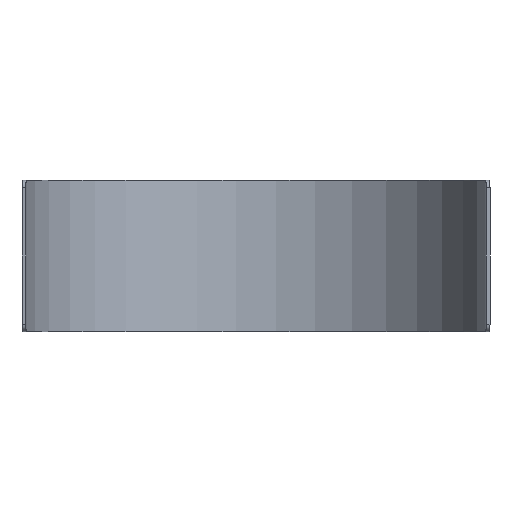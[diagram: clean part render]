
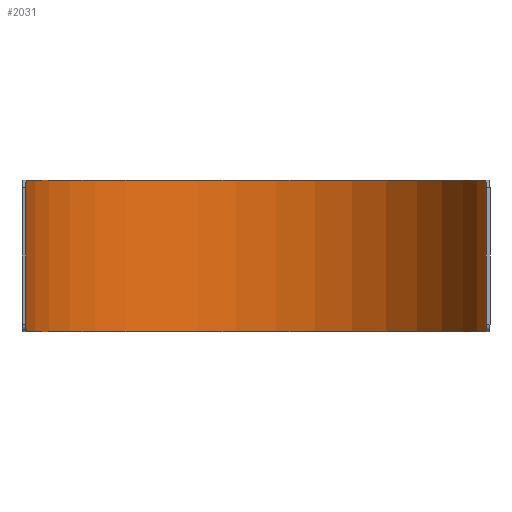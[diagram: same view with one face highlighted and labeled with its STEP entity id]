
A CAD part, front view. The second image highlights one B-rep face of the part: STEP entity #2031.
In plain terms, the highlighted cylindrical face has radius 30.5 mm (diameter 61 mm), a partial arc.
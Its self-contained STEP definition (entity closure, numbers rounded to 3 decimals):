
#122 = CARTESIAN_POINT ( 'NONE',  ( 30.311, 3.393, -9.974 ) ) ;
#234 = ORIENTED_EDGE ( 'NONE', *, *, #4200, .T. ) ;
#418 = VERTEX_POINT ( 'NONE', #3861 ) ;
#494 = CIRCLE ( 'NONE', #732, 30.5 ) ;
#697 = CARTESIAN_POINT ( 'NONE',  ( 0., 0., 10. ) ) ;
#732 = AXIS2_PLACEMENT_3D ( 'NONE', #1482, #3865, #3319 ) ;
#998 = CARTESIAN_POINT ( 'NONE',  ( -30.384, 2.658, 10. ) ) ;
#1019 = VERTEX_POINT ( 'NONE', #4841 ) ;
#1067 = CARTESIAN_POINT ( 'NONE',  ( 30.28, 3.653, 10. ) ) ;
#1071 = B_SPLINE_CURVE_WITH_KNOTS ( 'NONE', 3,
 ( #4035, #4111, #7677, #6496, #5241, #1760, #6420, #1067 ),
 .UNSPECIFIED., .F., .F.,
 ( 4, 2, 2, 4 ),
 ( 0., 0., 0.001, 0.002 ),
 .UNSPECIFIED. ) ;
#1119 = CIRCLE ( 'NONE', #2716, 30.5 ) ;
#1169 = VERTEX_POINT ( 'NONE', #3042 ) ;
#1174 = ORIENTED_EDGE ( 'NONE', *, *, #7662, .T. ) ;
#1218 = CARTESIAN_POINT ( 'NONE',  ( -30.366, 2.858, -9.615 ) ) ;
#1464 = CARTESIAN_POINT ( 'NONE',  ( -30.339, 3.133, -9.891 ) ) ;
#1472 = EDGE_CURVE ( 'NONE', #4780, #1169, #494, .T. ) ;
#1482 = CARTESIAN_POINT ( 'NONE',  ( 0., 0., 10. ) ) ;
#1531 = CARTESIAN_POINT ( 'NONE',  ( -30.28, 3.653, 10. ) ) ;
#1698 = ORIENTED_EDGE ( 'NONE', *, *, #6941, .F. ) ;
#1734 = LINE ( 'NONE', #998, #4345 ) ;
#1760 = CARTESIAN_POINT ( 'NONE',  ( 30.339, 3.133, 9.891 ) ) ;
#1792 = CARTESIAN_POINT ( 'NONE',  ( -30.384, 2.658, -9.132 ) ) ;
#1865 = VERTEX_POINT ( 'NONE', #5740 ) ;
#1907 = CARTESIAN_POINT ( 'NONE',  ( 30.348, 3.042, -9.8 ) ) ;
#1930 = DIRECTION ( 'NONE',  ( 0., 0., -1. ) ) ;
#2031 = ADVANCED_FACE ( 'NONE', ( #3067 ), #2535, .F. ) ;
#2113 = CARTESIAN_POINT ( 'NONE',  ( 30.384, 2.658, 10. ) ) ;
#2188 = CARTESIAN_POINT ( 'NONE',  ( -30.296, 3.522, 10. ) ) ;
#2284 = ORIENTED_EDGE ( 'NONE', *, *, #1472, .F. ) ;
#2403 = CARTESIAN_POINT ( 'NONE',  ( -30.28, 3.653, -10. ) ) ;
#2535 = CYLINDRICAL_SURFACE ( 'NONE', #2571, 30.5 ) ;
#2571 = AXIS2_PLACEMENT_3D ( 'NONE', #697, #1930, #3735 ) ;
#2696 = ORIENTED_EDGE ( 'NONE', *, *, #5624, .T. ) ;
#2716 = AXIS2_PLACEMENT_3D ( 'NONE', #6313, #7346, #4980 ) ;
#2848 = CARTESIAN_POINT ( 'NONE',  ( -30.384, 2.658, 9. ) ) ;
#3042 = CARTESIAN_POINT ( 'NONE',  ( 30.28, 3.653, 10. ) ) ;
#3067 = FACE_OUTER_BOUND ( 'NONE', #6513, .T. ) ;
#3081 = CARTESIAN_POINT ( 'NONE',  ( 30.296, 3.522, -10. ) ) ;
#3254 = CARTESIAN_POINT ( 'NONE',  ( -30.28, 3.653, 10. ) ) ;
#3319 = DIRECTION ( 'NONE',  ( -1., 0., 0. ) ) ;
#3368 = CARTESIAN_POINT ( 'NONE',  ( -30.337, 3.152, 9.874 ) ) ;
#3503 = ORIENTED_EDGE ( 'NONE', *, *, #6710, .T. ) ;
#3586 = CARTESIAN_POINT ( 'NONE',  ( -30.312, 3.391, -10. ) ) ;
#3669 = CARTESIAN_POINT ( 'NONE',  ( 30.28, 3.653, -10. ) ) ;
#3671 = EDGE_CURVE ( 'NONE', #1865, #4251, #1119, .T. ) ;
#3735 = DIRECTION ( 'NONE',  ( -1., 0., 0. ) ) ;
#3832 = B_SPLINE_CURVE_WITH_KNOTS ( 'NONE', 3,
 ( #1531, #2188, #7401, #3368, #3949, #5163, #5001, #5627 ),
 .UNSPECIFIED., .F., .F.,
 ( 4, 2, 2, 4 ),
 ( 0., 0., 0.001, 0.002 ),
 .UNSPECIFIED. ) ;
#3861 = CARTESIAN_POINT ( 'NONE',  ( 30.384, 2.658, 9. ) ) ;
#3865 = DIRECTION ( 'NONE',  ( 0., 0., -1. ) ) ;
#3949 = CARTESIAN_POINT ( 'NONE',  ( -30.348, 3.042, 9.8 ) ) ;
#4035 = CARTESIAN_POINT ( 'NONE',  ( 30.384, 2.658, 9. ) ) ;
#4111 = CARTESIAN_POINT ( 'NONE',  ( 30.384, 2.658, 9.132 ) ) ;
#4200 = EDGE_CURVE ( 'NONE', #6239, #5932, #1734, .T. ) ;
#4251 = VERTEX_POINT ( 'NONE', #7606 ) ;
#4296 = CARTESIAN_POINT ( 'NONE',  ( 30.375, 2.767, -9.523 ) ) ;
#4345 = VECTOR ( 'NONE', #5765, 1000. ) ;
#4390 = CARTESIAN_POINT ( 'NONE',  ( -30.384, 2.658, -9. ) ) ;
#4470 = VECTOR ( 'NONE', #4505, 1000. ) ;
#4505 = DIRECTION ( 'NONE',  ( 0., 0., -1. ) ) ;
#4780 = VERTEX_POINT ( 'NONE', #3254 ) ;
#4841 = CARTESIAN_POINT ( 'NONE',  ( 30.384, 2.658, -9. ) ) ;
#4932 = LINE ( 'NONE', #2113, #4470 ) ;
#4972 = B_SPLINE_CURVE_WITH_KNOTS ( 'NONE', 3,
 ( #3669, #3081, #122, #7249, #1907, #4296, #6685, #6097 ),
 .UNSPECIFIED., .F., .F.,
 ( 4, 2, 2, 4 ),
 ( 0., 0., 0.001, 0.002 ),
 .UNSPECIFIED. ) ;
#4975 = ORIENTED_EDGE ( 'NONE', *, *, #6362, .T. ) ;
#4980 = DIRECTION ( 'NONE',  ( -1., 0., 0. ) ) ;
#5001 = CARTESIAN_POINT ( 'NONE',  ( -30.384, 2.658, 9.264 ) ) ;
#5163 = CARTESIAN_POINT ( 'NONE',  ( -30.375, 2.767, 9.523 ) ) ;
#5170 = B_SPLINE_CURVE_WITH_KNOTS ( 'NONE', 3,
 ( #4390, #1792, #6021, #6741, #1218, #1464, #3586, #2403 ),
 .UNSPECIFIED., .F., .F.,
 ( 4, 2, 2, 4 ),
 ( 0., 0., 0.001, 0.002 ),
 .UNSPECIFIED. ) ;
#5241 = CARTESIAN_POINT ( 'NONE',  ( 30.366, 2.858, 9.615 ) ) ;
#5624 = EDGE_CURVE ( 'NONE', #5932, #1865, #5170, .T. ) ;
#5627 = CARTESIAN_POINT ( 'NONE',  ( -30.384, 2.658, 9. ) ) ;
#5740 = CARTESIAN_POINT ( 'NONE',  ( -30.28, 3.653, -10. ) ) ;
#5765 = DIRECTION ( 'NONE',  ( 0., 0., -1. ) ) ;
#5932 = VERTEX_POINT ( 'NONE', #6334 ) ;
#6021 = CARTESIAN_POINT ( 'NONE',  ( -30.382, 2.684, -9.262 ) ) ;
#6097 = CARTESIAN_POINT ( 'NONE',  ( 30.384, 2.658, -9. ) ) ;
#6239 = VERTEX_POINT ( 'NONE', #2848 ) ;
#6313 = CARTESIAN_POINT ( 'NONE',  ( 0., 0., -10. ) ) ;
#6318 = ORIENTED_EDGE ( 'NONE', *, *, #3671, .T. ) ;
#6334 = CARTESIAN_POINT ( 'NONE',  ( -30.384, 2.658, -9. ) ) ;
#6362 = EDGE_CURVE ( 'NONE', #418, #1169, #1071, .T. ) ;
#6420 = CARTESIAN_POINT ( 'NONE',  ( 30.312, 3.391, 10. ) ) ;
#6496 = CARTESIAN_POINT ( 'NONE',  ( 30.373, 2.784, 9.504 ) ) ;
#6513 = EDGE_LOOP ( 'NONE', ( #1698, #4975, #2284, #1174, #234, #2696, #6318, #3503 ) ) ;
#6685 = CARTESIAN_POINT ( 'NONE',  ( 30.384, 2.658, -9.264 ) ) ;
#6710 = EDGE_CURVE ( 'NONE', #4251, #1019, #4972, .T. ) ;
#6741 = CARTESIAN_POINT ( 'NONE',  ( -30.373, 2.784, -9.504 ) ) ;
#6941 = EDGE_CURVE ( 'NONE', #418, #1019, #4932, .T. ) ;
#7249 = CARTESIAN_POINT ( 'NONE',  ( 30.337, 3.152, -9.874 ) ) ;
#7346 = DIRECTION ( 'NONE',  ( 0., 0., -1. ) ) ;
#7401 = CARTESIAN_POINT ( 'NONE',  ( -30.311, 3.393, 9.974 ) ) ;
#7606 = CARTESIAN_POINT ( 'NONE',  ( 30.28, 3.653, -10. ) ) ;
#7662 = EDGE_CURVE ( 'NONE', #4780, #6239, #3832, .T. ) ;
#7677 = CARTESIAN_POINT ( 'NONE',  ( 30.382, 2.684, 9.262 ) ) ;
